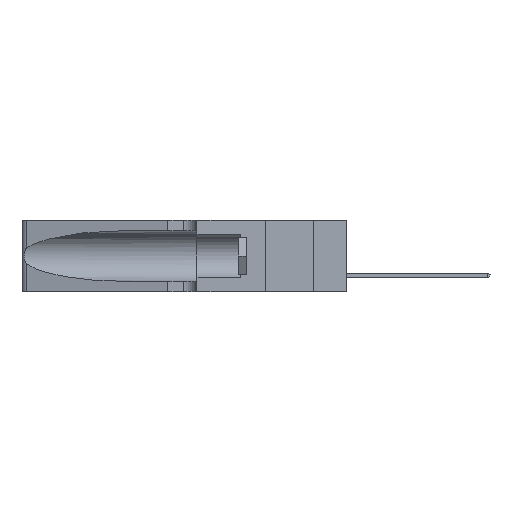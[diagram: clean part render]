
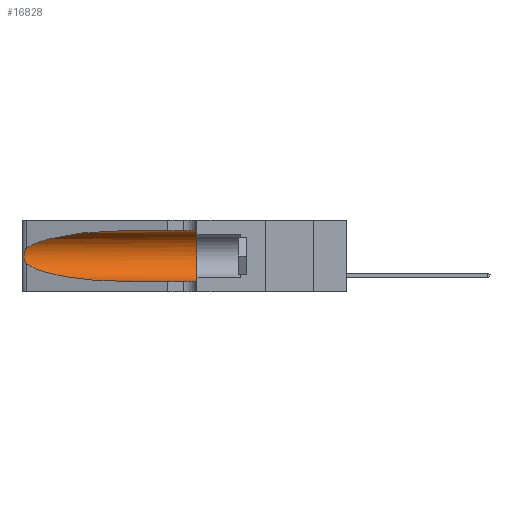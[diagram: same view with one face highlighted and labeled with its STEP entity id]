
A CAD part, left-side view. The second image highlights one B-rep face of the part: STEP entity #16828.
In plain terms, the highlighted cylindrical face has radius 3.308 mm (diameter 6.617 mm), a partial arc.
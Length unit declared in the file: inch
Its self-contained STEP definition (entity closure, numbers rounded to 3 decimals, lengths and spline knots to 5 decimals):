
#748 = CARTESIAN_POINT ( 'NONE',  ( 0.1305, 0.72297, 0.31525 ) ) ;
#865 = VERTEX_POINT ( 'NONE', #21581 ) ;
#1309 = CARTESIAN_POINT ( 'NONE',  ( 0.26018, 1.23835, 0.19895 ) ) ;
#1496 = CARTESIAN_POINT ( 'NONE',  ( 0.25789, 1.23486, 0.15765 ) ) ;
#1770 = DIRECTION ( 'NONE',  ( 0., -1., 0. ) ) ;
#3395 = CARTESIAN_POINT ( 'NONE',  ( 0.1305, 0.72297, 0.05475 ) ) ;
#5042 = CARTESIAN_POINT ( 'NONE',  ( 0.1305, 1.61858, 0.31525 ) ) ;
#5096 = CARTESIAN_POINT ( 'NONE',  ( 0.25487, 1.22718, 0.22369 ) ) ;
#5645 = CARTESIAN_POINT ( 'NONE',  ( 0.25487, 1.22718, 0.14631 ) ) ;
#5875 = CARTESIAN_POINT ( 'NONE',  ( 0.25856, 1.23593, 0.16098 ) ) ;
#7216 = CYLINDRICAL_SURFACE ( 'NONE', #10132, 0.13025 ) ;
#7815 = DIRECTION ( 'NONE',  ( 0., 0., 1. ) ) ;
#7836 = EDGE_CURVE ( 'NONE', #15701, #12021, #23652, .T. ) ;
#7837 = CARTESIAN_POINT ( 'NONE',  ( 0.25639, 1.23184, 0.21858 ) ) ;
#8035 = CARTESIAN_POINT ( 'NONE',  ( 0.25854, 1.2359, 0.20912 ) ) ;
#8212 = CARTESIAN_POINT ( 'NONE',  ( 0.1305, 0.35, 0.185 ) ) ;
#8269 = VECTOR ( 'NONE', #25022, 39.37008 ) ;
#8470 = CARTESIAN_POINT ( 'NONE',  ( 0.2373, 1.15595, 0.28018 ) ) ;
#8955 = EDGE_CURVE ( 'NONE', #12021, #28798, #9803, .T. ) ;
#9675 = VERTEX_POINT ( 'NONE', #748 ) ;
#9803 =( BOUNDED_CURVE ( )  B_SPLINE_CURVE ( 3, ( #11735, #15875, #13618, #20663 ),
 .UNSPECIFIED., .F., .T. ) 
 B_SPLINE_CURVE_WITH_KNOTS ( ( 4, 4 ),
 ( 3.44316, 4.71239 ),
 .UNSPECIFIED. ) 
 CURVE ( )  GEOMETRIC_REPRESENTATION_ITEM ( )  RATIONAL_B_SPLINE_CURVE ( ( 1., 0.87, 0.87, 1. ) ) 
 REPRESENTATION_ITEM ( '' )  );
#10132 = AXIS2_PLACEMENT_3D ( 'NONE', #26477, #20128, #18259 ) ;
#10293 = CARTESIAN_POINT ( 'NONE',  ( 0.26075, 1.23896, 0.178 ) ) ;
#10544 = CARTESIAN_POINT ( 'NONE',  ( 0.25487, 1.22718, 0.22369 ) ) ;
#11735 = CARTESIAN_POINT ( 'NONE',  ( 0.25487, 1.22718, 0.14631 ) ) ;
#12021 = VERTEX_POINT ( 'NONE', #5645 ) ;
#12249 = CARTESIAN_POINT ( 'NONE',  ( 0.25555, 1.22994, 0.2215 ) ) ;
#12524 = CARTESIAN_POINT ( 'NONE',  ( 0.26017, 1.23833, 0.17102 ) ) ;
#12625 = CARTESIAN_POINT ( 'NONE',  ( 0.25639, 1.23186, 0.15144 ) ) ;
#12780 = CARTESIAN_POINT ( 'NONE',  ( 0.1305, 0.72297, 0.31525 ) ) ;
#13128 = ORIENTED_EDGE ( 'NONE', *, *, #27621, .T. ) ;
#13396 = CARTESIAN_POINT ( 'NONE',  ( 0.25555, 1.22993, 0.14849 ) ) ;
#13618 = CARTESIAN_POINT ( 'NONE',  ( 0.18966, 0.96281, 0.05475 ) ) ;
#13785 = EDGE_CURVE ( 'NONE', #865, #15054, #27549, .T. ) ;
#14784 = AXIS2_PLACEMENT_3D ( 'NONE', #8212, #19198, #7815 ) ;
#14922 = CARTESIAN_POINT ( 'NONE',  ( 0.25487, 1.22718, 0.22369 ) ) ;
#15054 = VERTEX_POINT ( 'NONE', #22935 ) ;
#15434 = VECTOR ( 'NONE', #1770, 39.37008 ) ;
#15479 = CARTESIAN_POINT ( 'NONE',  ( 0.1305, 1.61858, 0.05475 ) ) ;
#15701 = VERTEX_POINT ( 'NONE', #5096 ) ;
#15875 = CARTESIAN_POINT ( 'NONE',  ( 0.2373, 1.15595, 0.08982 ) ) ;
#16617 = EDGE_CURVE ( 'NONE', #9675, #865, #20190, .T. ) ;
#16828 = ADVANCED_FACE ( 'NONE', ( #23707 ), #7216, .F. ) ;
#16934 = ORIENTED_EDGE ( 'NONE', *, *, #16617, .F. ) ;
#18259 = DIRECTION ( 'NONE',  ( 0., 0., -1. ) ) ;
#19198 = DIRECTION ( 'NONE',  ( 0., 1., 0. ) ) ;
#19267 = LINE ( 'NONE', #15479, #15434 ) ;
#20038 = ORIENTED_EDGE ( 'NONE', *, *, #13785, .F. ) ;
#20128 = DIRECTION ( 'NONE',  ( 0., -1., 0. ) ) ;
#20190 = LINE ( 'NONE', #5042, #8269 ) ;
#20663 = CARTESIAN_POINT ( 'NONE',  ( 0.1305, 0.72297, 0.05475 ) ) ;
#21424 = ORIENTED_EDGE ( 'NONE', *, *, #27085, .T. ) ;
#21581 = CARTESIAN_POINT ( 'NONE',  ( 0.1305, 0.35, 0.31525 ) ) ;
#22500 = CARTESIAN_POINT ( 'NONE',  ( 0.25487, 1.22718, 0.14631 ) ) ;
#22935 = CARTESIAN_POINT ( 'NONE',  ( 0.1305, 0.35, 0.05475 ) ) ;
#23652 = B_SPLINE_CURVE_WITH_KNOTS ( 'NONE', 3,
 ( #14922, #12249, #7837, #28178, #8035, #1309, #23728, #10293, #12524, #5875, #1496, #12625, #13396, #22500 ),
 .UNSPECIFIED., .F., .F.,
 ( 4, 2, 2, 2, 2, 2, 4 ),
 ( 0., 0.00027, 0.00053, 0.00107, 0.0016, 0.00187, 0.00214 ),
 .UNSPECIFIED. ) ;
#23707 = FACE_OUTER_BOUND ( 'NONE', #25874, .T. ) ;
#23728 = CARTESIAN_POINT ( 'NONE',  ( 0.26075, 1.23896, 0.19203 ) ) ;
#25022 = DIRECTION ( 'NONE',  ( 0., -1., 0. ) ) ;
#25874 = EDGE_LOOP ( 'NONE', ( #13128, #26940, #27499, #21424, #20038, #16934 ) ) ;
#26477 = CARTESIAN_POINT ( 'NONE',  ( 0.1305, 1.61858, 0.185 ) ) ;
#26940 = ORIENTED_EDGE ( 'NONE', *, *, #7836, .T. ) ;
#27085 = EDGE_CURVE ( 'NONE', #28798, #15054, #19267, .T. ) ;
#27499 = ORIENTED_EDGE ( 'NONE', *, *, #8955, .T. ) ;
#27549 = CIRCLE ( 'NONE', #14784, 0.13025 ) ;
#27621 = EDGE_CURVE ( 'NONE', #9675, #15701, #28067, .T. ) ;
#28067 =( BOUNDED_CURVE ( )  B_SPLINE_CURVE ( 3, ( #12780, #28652, #8470, #10544 ),
 .UNSPECIFIED., .F., .T. ) 
 B_SPLINE_CURVE_WITH_KNOTS ( ( 4, 4 ),
 ( 1.5708, 2.84003 ),
 .UNSPECIFIED. ) 
 CURVE ( )  GEOMETRIC_REPRESENTATION_ITEM ( )  RATIONAL_B_SPLINE_CURVE ( ( 1., 0.87, 0.87, 1. ) ) 
 REPRESENTATION_ITEM ( '' )  );
#28178 = CARTESIAN_POINT ( 'NONE',  ( 0.25787, 1.23484, 0.2124 ) ) ;
#28652 = CARTESIAN_POINT ( 'NONE',  ( 0.18966, 0.96281, 0.31525 ) ) ;
#28798 = VERTEX_POINT ( 'NONE', #3395 ) ;
